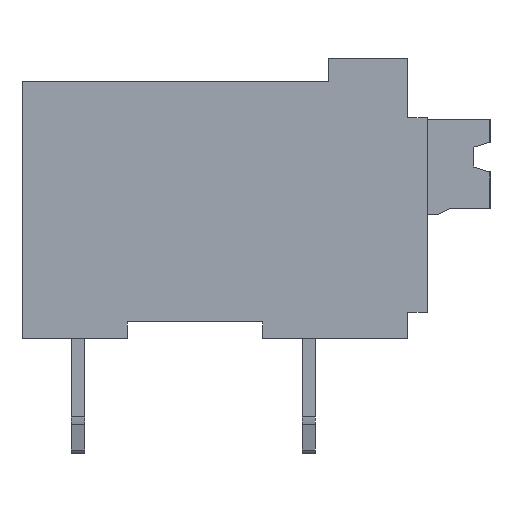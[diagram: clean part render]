
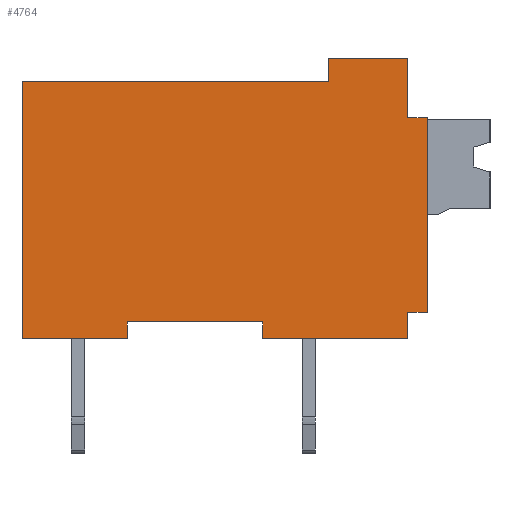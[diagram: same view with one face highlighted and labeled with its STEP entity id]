
A CAD part, left-side view. The second image highlights one B-rep face of the part: STEP entity #4764.
In plain terms, the highlighted planar face has unit normal (-1, 0, 0).
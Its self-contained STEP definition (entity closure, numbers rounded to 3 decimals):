
#4362 = VERTEX_POINT('',#4363);
#4363 = CARTESIAN_POINT('',(-2.1,-10.6,6.7));
#4380 = VERTEX_POINT('',#4381);
#4381 = CARTESIAN_POINT('',(-2.1,-10.,6.7));
#4387 = EDGE_CURVE('',#4380,#4362,#4388,.T.);
#4388 = LINE('',#4389,#4390);
#4389 = CARTESIAN_POINT('',(-2.1,-10.,6.7));
#4390 = VECTOR('',#4391,1.);
#4391 = DIRECTION('',(0.,-1.,0.));
#4611 = VERTEX_POINT('',#4612);
#4612 = CARTESIAN_POINT('',(-2.1,-10.,8.5));
#4618 = EDGE_CURVE('',#4611,#4380,#4619,.T.);
#4619 = LINE('',#4620,#4621);
#4620 = CARTESIAN_POINT('',(-2.1,-10.,8.5));
#4621 = VECTOR('',#4622,1.);
#4622 = DIRECTION('',(-0.,0.,-1.));
#4642 = VERTEX_POINT('',#4643);
#4643 = CARTESIAN_POINT('',(-2.1,-7.6,8.5));
#4649 = EDGE_CURVE('',#4642,#4611,#4650,.T.);
#4650 = LINE('',#4651,#4652);
#4651 = CARTESIAN_POINT('',(-2.1,-7.6,8.5));
#4652 = VECTOR('',#4653,1.);
#4653 = DIRECTION('',(0.,-1.,0.));
#4664 = VERTEX_POINT('',#4665);
#4665 = CARTESIAN_POINT('',(-2.1,1.7,0.));
#4683 = VERTEX_POINT('',#4684);
#4684 = CARTESIAN_POINT('',(-2.1,-1.5,0.));
#4690 = EDGE_CURVE('',#4683,#4664,#4691,.T.);
#4691 = LINE('',#4692,#4693);
#4692 = CARTESIAN_POINT('',(-2.1,-1.5,0.));
#4693 = VECTOR('',#4694,1.);
#4694 = DIRECTION('',(0.,1.,0.));
#4705 = VERTEX_POINT('',#4706);
#4706 = CARTESIAN_POINT('',(-2.1,-10.6,0.8));
#4754 = EDGE_CURVE('',#4362,#4705,#4755,.T.);
#4755 = LINE('',#4756,#4757);
#4756 = CARTESIAN_POINT('',(-2.1,-10.6,6.7));
#4757 = VECTOR('',#4758,1.);
#4758 = DIRECTION('',(-0.,0.,-1.));
#4764 = ADVANCED_FACE('',(#4765),#4840,.T.);
#4765 = FACE_BOUND('',#4766,.T.);
#4766 = EDGE_LOOP('',(#4767,#4768,#4769,#4777,#4785,#4791,#4792,#4800,
    #4808,#4816,#4824,#4832,#4838,#4839));
#4767 = ORIENTED_EDGE('',*,*,#4618,.F.);
#4768 = ORIENTED_EDGE('',*,*,#4649,.F.);
#4769 = ORIENTED_EDGE('',*,*,#4770,.F.);
#4770 = EDGE_CURVE('',#4771,#4642,#4773,.T.);
#4771 = VERTEX_POINT('',#4772);
#4772 = CARTESIAN_POINT('',(-2.1,-7.6,7.8));
#4773 = LINE('',#4774,#4775);
#4774 = CARTESIAN_POINT('',(-2.1,-7.6,7.8));
#4775 = VECTOR('',#4776,1.);
#4776 = DIRECTION('',(0.,0.,1.));
#4777 = ORIENTED_EDGE('',*,*,#4778,.F.);
#4778 = EDGE_CURVE('',#4779,#4771,#4781,.T.);
#4779 = VERTEX_POINT('',#4780);
#4780 = CARTESIAN_POINT('',(-2.1,1.7,7.8));
#4781 = LINE('',#4782,#4783);
#4782 = CARTESIAN_POINT('',(-2.1,1.7,7.8));
#4783 = VECTOR('',#4784,1.);
#4784 = DIRECTION('',(0.,-1.,0.));
#4785 = ORIENTED_EDGE('',*,*,#4786,.F.);
#4786 = EDGE_CURVE('',#4664,#4779,#4787,.T.);
#4787 = LINE('',#4788,#4789);
#4788 = CARTESIAN_POINT('',(-2.1,1.7,0.));
#4789 = VECTOR('',#4790,1.);
#4790 = DIRECTION('',(0.,0.,1.));
#4791 = ORIENTED_EDGE('',*,*,#4690,.F.);
#4792 = ORIENTED_EDGE('',*,*,#4793,.F.);
#4793 = EDGE_CURVE('',#4794,#4683,#4796,.T.);
#4794 = VERTEX_POINT('',#4795);
#4795 = CARTESIAN_POINT('',(-2.1,-1.5,0.5));
#4796 = LINE('',#4797,#4798);
#4797 = CARTESIAN_POINT('',(-2.1,-1.5,0.5));
#4798 = VECTOR('',#4799,1.);
#4799 = DIRECTION('',(-0.,0.,-1.));
#4800 = ORIENTED_EDGE('',*,*,#4801,.F.);
#4801 = EDGE_CURVE('',#4802,#4794,#4804,.T.);
#4802 = VERTEX_POINT('',#4803);
#4803 = CARTESIAN_POINT('',(-2.1,-5.6,0.5));
#4804 = LINE('',#4805,#4806);
#4805 = CARTESIAN_POINT('',(-2.1,-5.6,0.5));
#4806 = VECTOR('',#4807,1.);
#4807 = DIRECTION('',(0.,1.,0.));
#4808 = ORIENTED_EDGE('',*,*,#4809,.F.);
#4809 = EDGE_CURVE('',#4810,#4802,#4812,.T.);
#4810 = VERTEX_POINT('',#4811);
#4811 = CARTESIAN_POINT('',(-2.1,-5.6,0.));
#4812 = LINE('',#4813,#4814);
#4813 = CARTESIAN_POINT('',(-2.1,-5.6,0.));
#4814 = VECTOR('',#4815,1.);
#4815 = DIRECTION('',(0.,0.,1.));
#4816 = ORIENTED_EDGE('',*,*,#4817,.F.);
#4817 = EDGE_CURVE('',#4818,#4810,#4820,.T.);
#4818 = VERTEX_POINT('',#4819);
#4819 = CARTESIAN_POINT('',(-2.1,-10.,0.));
#4820 = LINE('',#4821,#4822);
#4821 = CARTESIAN_POINT('',(-2.1,-10.,0.));
#4822 = VECTOR('',#4823,1.);
#4823 = DIRECTION('',(0.,1.,0.));
#4824 = ORIENTED_EDGE('',*,*,#4825,.F.);
#4825 = EDGE_CURVE('',#4826,#4818,#4828,.T.);
#4826 = VERTEX_POINT('',#4827);
#4827 = CARTESIAN_POINT('',(-2.1,-10.,0.8));
#4828 = LINE('',#4829,#4830);
#4829 = CARTESIAN_POINT('',(-2.1,-10.,0.8));
#4830 = VECTOR('',#4831,1.);
#4831 = DIRECTION('',(-0.,0.,-1.));
#4832 = ORIENTED_EDGE('',*,*,#4833,.F.);
#4833 = EDGE_CURVE('',#4705,#4826,#4834,.T.);
#4834 = LINE('',#4835,#4836);
#4835 = CARTESIAN_POINT('',(-2.1,-10.6,0.8));
#4836 = VECTOR('',#4837,1.);
#4837 = DIRECTION('',(0.,1.,0.));
#4838 = ORIENTED_EDGE('',*,*,#4754,.F.);
#4839 = ORIENTED_EDGE('',*,*,#4387,.F.);
#4840 = PLANE('',#4841);
#4841 = AXIS2_PLACEMENT_3D('',#4842,#4843,#4844);
#4842 = CARTESIAN_POINT('',(-2.1,-4.45,4.15));
#4843 = DIRECTION('',(-1.,0.,0.));
#4844 = DIRECTION('',(-0.,0.,-1.));
